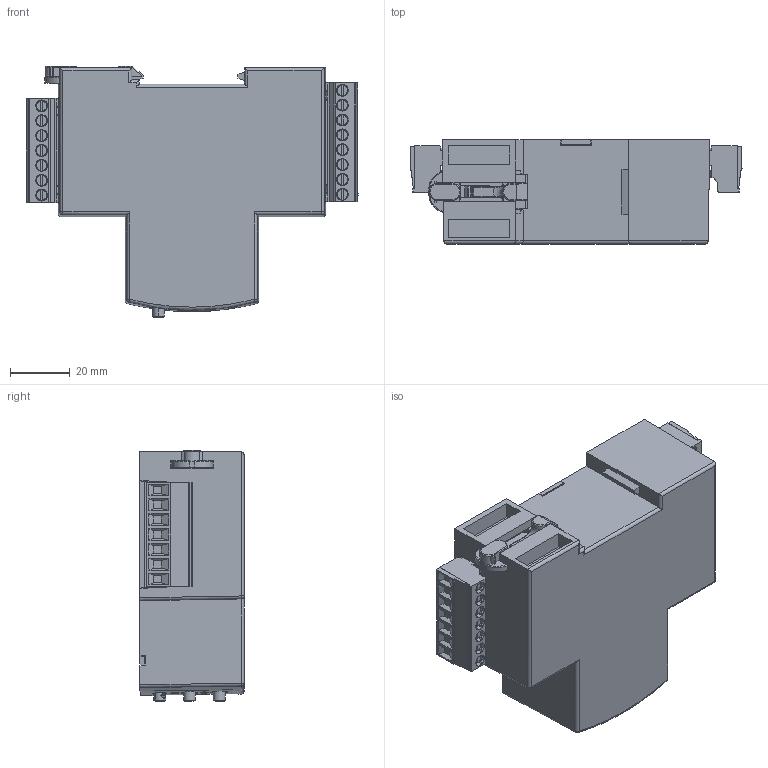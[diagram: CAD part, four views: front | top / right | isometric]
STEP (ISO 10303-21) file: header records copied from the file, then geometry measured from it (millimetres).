
FILE_DESCRIPTION((''),'2;1');
FILE_NAME('C_14692_ASM_1_SW0001_SW0001','2022-03-18T08:12:17',('esors'),(''),'CREO PARAMETRIC BY PTC INC, 2018260','CREO PARAMETRIC BY PTC INC, 2018260','');
FILE_SCHEMA(('AUTOMOTIVE_DESIGN { 1 0 10303 214 1 1 1 1 }'));
Length unit declared in the file: millimetre
Products named in the file (1): C_14692_ASM_1_SW0001_SW0001
Bounding box: 111.6 x 35 x 84.4 mm (x, y, z)
Surface area: 30986.9 mm2 (no closed solid volume)
Topology: 0 solids, 30 shells, 967 faces, 3267 edges, 2332 vertices
Faces by surface type: plane 595, cylinder 236, bspline 56, torus 37, cone 23, extrusion 8, sphere 6, revolution 6
Entity records: 44993 total; most frequent: CARTESIAN_POINT 16970, ORIENTED_EDGE 5516, DIRECTION 4643, EDGE_CURVE 3261, VERTEX_POINT 2332, VECTOR 1813, LINE 1805, COLOUR_RGB 1578
